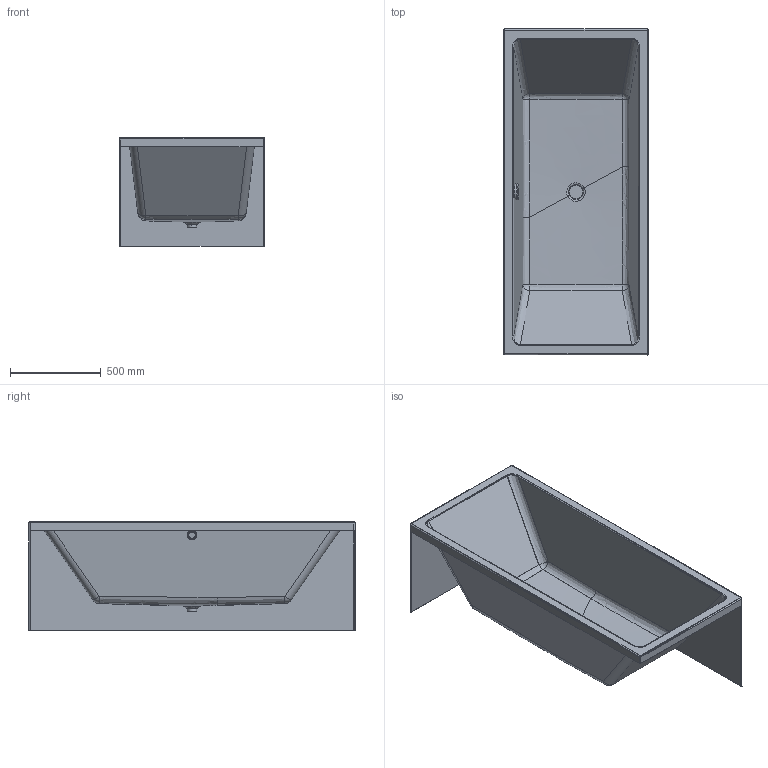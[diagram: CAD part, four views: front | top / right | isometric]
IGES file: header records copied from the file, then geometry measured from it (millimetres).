
Global section: file name: No Iges File Name specified; native system: Autodesk Inventor 2011; preprocessor: AutoDesk Inventor Iges Exporter R2011; author: Administrator; date: 20170726.133732; units: millimetre
Bounding box: 800.26 x 1800.11 x 600.05 mm (x, y, z)
Volume: 22124673.8 mm3; surface area: 8911009.4 mm2
Topology: 4 solids, 4 shells, 152 faces, 337 edges, 195 vertices
Faces by surface type: revolution 41, plane 34, bspline 34, cylinder 26, sphere 9, cone 4, torus 4
